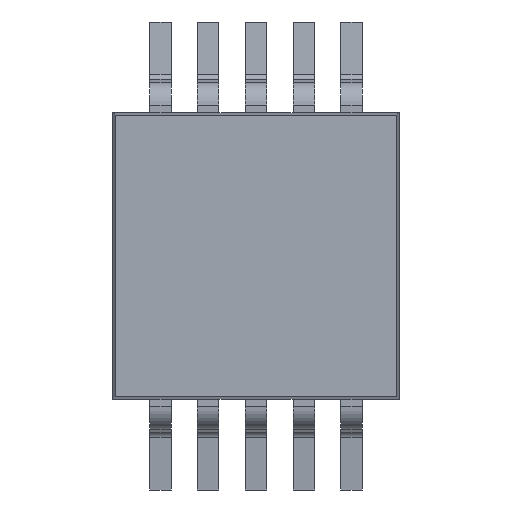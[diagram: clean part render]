
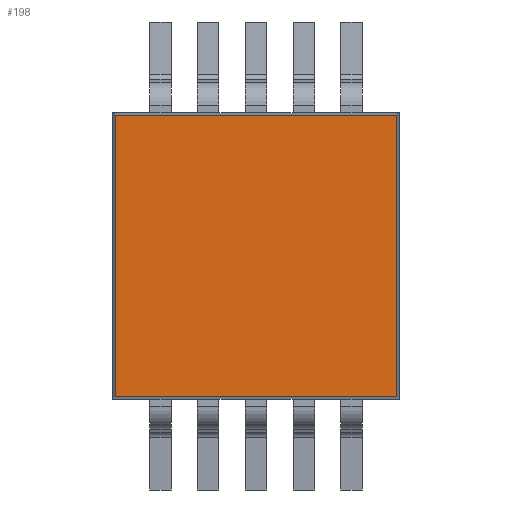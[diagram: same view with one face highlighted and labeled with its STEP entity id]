
A CAD part, top view. The second image highlights one B-rep face of the part: STEP entity #198.
In plain terms, the highlighted planar face has unit normal (0, 0, 1).
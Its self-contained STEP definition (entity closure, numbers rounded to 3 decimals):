
#198 = ADVANCED_FACE( '', ( #533 ), #534, .F. );
#533 = FACE_OUTER_BOUND( '', #1002, .T. );
#534 = PLANE( '', #1003 );
#1002 = EDGE_LOOP( '', ( #1531, #1532, #1533, #1534 ) );
#1003 = AXIS2_PLACEMENT_3D( '', #1535, #1536, #1537 );
#1531 = ORIENTED_EDGE( '', *, *, #2931, .T. );
#1532 = ORIENTED_EDGE( '', *, *, #2932, .F. );
#1533 = ORIENTED_EDGE( '', *, *, #2933, .F. );
#1534 = ORIENTED_EDGE( '', *, *, #2934, .T. );
#1535 = CARTESIAN_POINT( '', ( 1.5, 1.473, 0.488 ) );
#1536 = DIRECTION( '', ( 0., 0., -1. ) );
#1537 = DIRECTION( '', ( 0., 1., 0. ) );
#2931 = EDGE_CURVE( '', #3545, #3546, #3547, .T. );
#2932 = EDGE_CURVE( '', #3548, #3546, #3549, .T. );
#2933 = EDGE_CURVE( '', #3550, #3548, #3551, .T. );
#2934 = EDGE_CURVE( '', #3550, #3545, #3552, .T. );
#3545 = VERTEX_POINT( '', #4406 );
#3546 = VERTEX_POINT( '', #4407 );
#3547 = LINE( '', #4408, #4409 );
#3548 = VERTEX_POINT( '', #4410 );
#3549 = LINE( '', #4411, #4412 );
#3550 = VERTEX_POINT( '', #4413 );
#3551 = LINE( '', #4414, #4415 );
#3552 = LINE( '', #4416, #4417 );
#4406 = CARTESIAN_POINT( '', ( 1.473, 1.473, 0.488 ) );
#4407 = CARTESIAN_POINT( '', ( -1.473, 1.473, 0.488 ) );
#4408 = CARTESIAN_POINT( '', ( 1.5, 1.473, 0.488 ) );
#4409 = VECTOR( '', #5468, 1000. );
#4410 = CARTESIAN_POINT( '', ( -1.473, -1.473, 0.488 ) );
#4411 = CARTESIAN_POINT( '', ( -1.473, -4.337, 0.488 ) );
#4412 = VECTOR( '', #5469, 1000. );
#4413 = CARTESIAN_POINT( '', ( 1.473, -1.473, 0.488 ) );
#4414 = CARTESIAN_POINT( '', ( 1.5, -1.473, 0.488 ) );
#4415 = VECTOR( '', #5470, 1000. );
#4416 = CARTESIAN_POINT( '', ( 1.473, -4.337, 0.488 ) );
#4417 = VECTOR( '', #5471, 1000. );
#5468 = DIRECTION( '', ( -1., 0., 0. ) );
#5469 = DIRECTION( '', ( 0., 1., 0. ) );
#5470 = DIRECTION( '', ( -1., 0., 0. ) );
#5471 = DIRECTION( '', ( 0., 1., 0. ) );
